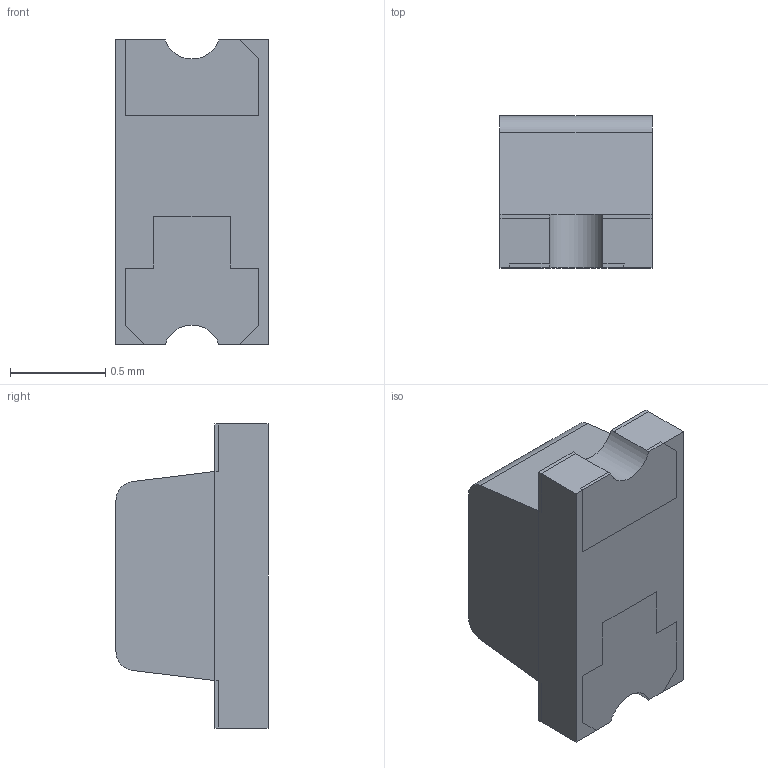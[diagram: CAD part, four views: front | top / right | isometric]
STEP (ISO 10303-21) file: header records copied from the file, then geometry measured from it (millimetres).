
FILE_DESCRIPTION (( 'STEP AP214' ), '1' );
FILE_NAME ('452A314F-8C9E-41B7-9F78-2BAABF5C497E.STEP', '2024-01-16T08:50:38', ( '' ), ( '' ), 'SwSTEP 2.0', 'SolidWorks 2022', '' );
FILE_SCHEMA (( 'AUTOMOTIVE_DESIGN' ));
Length unit declared in the file: millimetre
Products named in the file (1): 452A314F-8C9E-41B7-9F78-2BAABF5C497E
Bounding box: 0.8 x 0.8 x 1.6 mm (x, y, z)
Volume: 0.8 mm3; surface area: 9.9 mm2
Topology: 4 solids, 4 shells, 87 faces, 229 edges, 150 vertices
Faces by surface type: plane 76, cylinder 11
Entity records: 2702 total; most frequent: CARTESIAN_POINT 467, ORIENTED_EDGE 458, DIRECTION 427, EDGE_CURVE 229, VECTOR 207, LINE 207, VERTEX_POINT 150, AXIS2_PLACEMENT_3D 110
